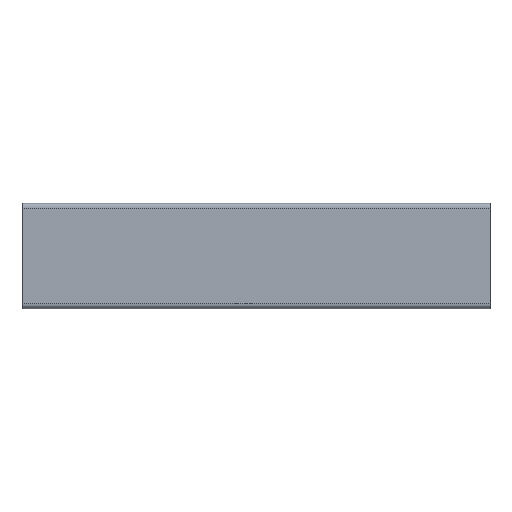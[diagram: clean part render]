
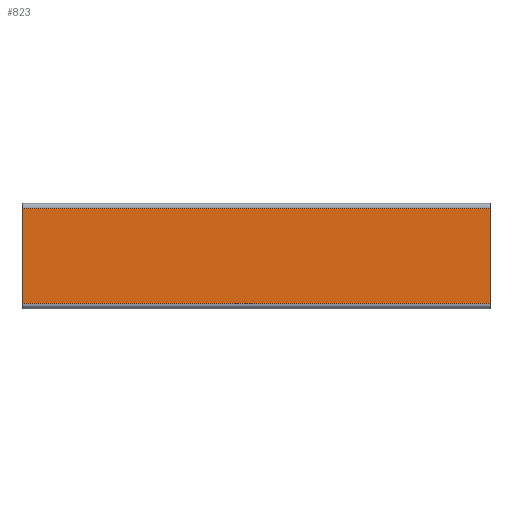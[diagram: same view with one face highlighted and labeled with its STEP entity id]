
A CAD part, front view. The second image highlights one B-rep face of the part: STEP entity #823.
In plain terms, the highlighted planar face has unit normal (0, -1, 0).
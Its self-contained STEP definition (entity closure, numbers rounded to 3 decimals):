
#2 = CARTESIAN_POINT ( 'NONE',  ( 100., -6.5, 14.95 ) ) ;
#8 = AXIS2_PLACEMENT_3D ( 'NONE', #550, #355, #563 ) ;
#11 = ORIENTED_EDGE ( 'NONE', *, *, #31, .F. ) ;
#23 = CARTESIAN_POINT ( 'NONE',  ( 0., -6.5, 14.95 ) ) ;
#31 = EDGE_CURVE ( 'NONE', #535, #240, #671, .T. ) ;
#174 = FACE_OUTER_BOUND ( 'NONE', #779, .T. ) ;
#185 = CARTESIAN_POINT ( 'NONE',  ( 100., -6.5, 14.95 ) ) ;
#240 = VERTEX_POINT ( 'NONE', #411 ) ;
#261 = ORIENTED_EDGE ( 'NONE', *, *, #357, .T. ) ;
#282 = VERTEX_POINT ( 'NONE', #23 ) ;
#305 = DIRECTION ( 'NONE',  ( -1., 0., 0. ) ) ;
#316 = VECTOR ( 'NONE', #628, 1000. ) ;
#325 = CARTESIAN_POINT ( 'NONE',  ( 0., -6.5, -5.55 ) ) ;
#348 = VECTOR ( 'NONE', #594, 1000. ) ;
#355 = DIRECTION ( 'NONE',  ( 0., 1., 0. ) ) ;
#357 = EDGE_CURVE ( 'NONE', #282, #735, #646, .T. ) ;
#401 = EDGE_CURVE ( 'NONE', #535, #282, #416, .T. ) ;
#411 = CARTESIAN_POINT ( 'NONE',  ( 100., -6.5, -5.55 ) ) ;
#416 = LINE ( 'NONE', #494, #777 ) ;
#494 = CARTESIAN_POINT ( 'NONE',  ( 100., -6.5, 14.95 ) ) ;
#535 = VERTEX_POINT ( 'NONE', #185 ) ;
#550 = CARTESIAN_POINT ( 'NONE',  ( 100., -6.5, 14.95 ) ) ;
#563 = DIRECTION ( 'NONE',  ( 0., 0., 1. ) ) ;
#579 = CARTESIAN_POINT ( 'NONE',  ( 100., -6.5, -5.55 ) ) ;
#594 = DIRECTION ( 'NONE',  ( 0., 0., -1. ) ) ;
#603 = VECTOR ( 'NONE', #678, 1000. ) ;
#619 = EDGE_CURVE ( 'NONE', #240, #735, #732, .T. ) ;
#626 = PLANE ( 'NONE',  #8 ) ;
#628 = DIRECTION ( 'NONE',  ( -1., 0., 0. ) ) ;
#646 = LINE ( 'NONE', #746, #603 ) ;
#671 = LINE ( 'NONE', #2, #348 ) ;
#678 = DIRECTION ( 'NONE',  ( 0., 0., -1. ) ) ;
#732 = LINE ( 'NONE', #579, #316 ) ;
#735 = VERTEX_POINT ( 'NONE', #325 ) ;
#736 = ORIENTED_EDGE ( 'NONE', *, *, #619, .F. ) ;
#746 = CARTESIAN_POINT ( 'NONE',  ( 0., -6.5, 14.95 ) ) ;
#777 = VECTOR ( 'NONE', #305, 1000. ) ;
#779 = EDGE_LOOP ( 'NONE', ( #261, #736, #11, #798 ) ) ;
#798 = ORIENTED_EDGE ( 'NONE', *, *, #401, .T. ) ;
#823 = ADVANCED_FACE ( 'NONE', ( #174 ), #626, .F. ) ;
